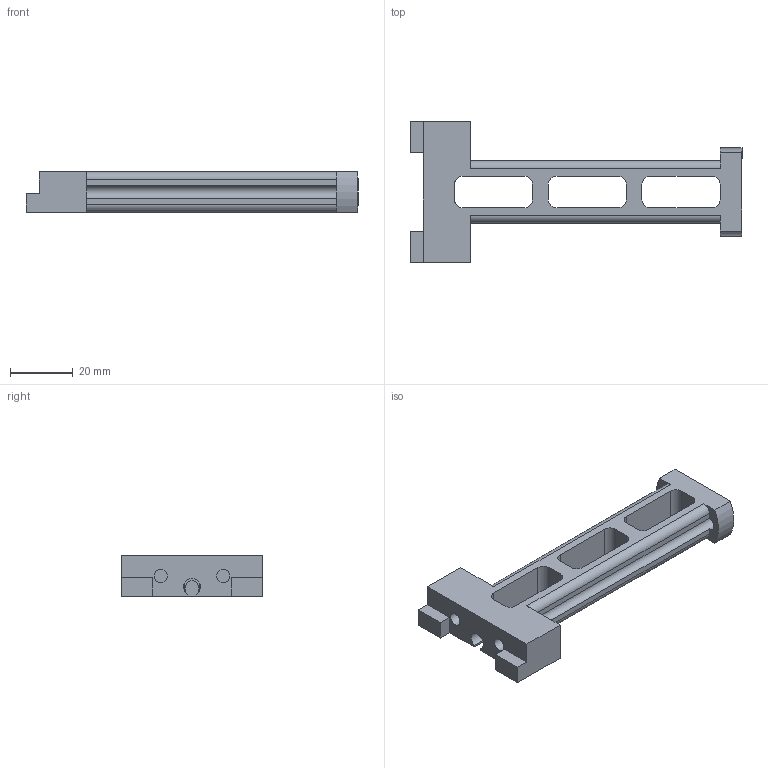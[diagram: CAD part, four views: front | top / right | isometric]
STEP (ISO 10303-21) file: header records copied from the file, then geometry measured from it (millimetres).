
FILE_DESCRIPTION(('FreeCAD Model'),'2;1');
FILE_NAME('Open CASCADE Shape Model','2025-06-03T20:00:52',('FreeCAD'),( 'FreeCAD'),'Open CASCADE STEP processor 7.7','FreeCAD','Unknown');
FILE_SCHEMA(('AUTOMOTIVE_DESIGN { 1 0 10303 214 1 1 1 1 }'));
Length unit declared in the file: millimetre
Products named in the file (1): Open CASCADE STEP translator 7.7 47
Bounding box: 106.2 x 45 x 13 mm (x, y, z)
Volume: 20572.5 mm3; surface area: 10921.9 mm2
Topology: 1 solids, 1 shells, 62 faces, 201 edges, 138 vertices
Faces by surface type: plane 38, cylinder 24
Full cylindrical faces by diameter (mm): 4.2 x2
Entity records: 2349 total; most frequent: CARTESIAN_POINT 488, ORIENTED_EDGE 402, DIRECTION 381, EDGE_CURVE 201, LINE 143, VECTOR 143, VERTEX_POINT 138, AXIS2_PLACEMENT_3D 119
